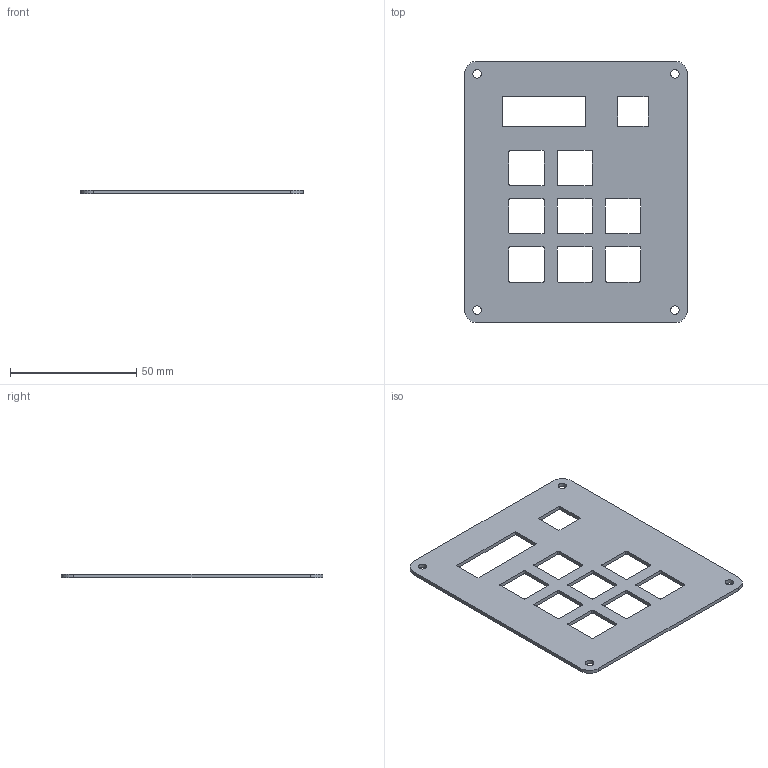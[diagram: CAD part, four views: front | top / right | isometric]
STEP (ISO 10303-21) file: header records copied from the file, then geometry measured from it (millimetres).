
FILE_DESCRIPTION(/* description */ (''),/* implementation_level */ '2;1');
FILE_NAME(/* name */ 'MacroPad - Front Case.step',/* time_stamp */ '2026-01-08T08:47:36+05:00',/* author */ (''),/* organization */ (''),/* preprocessor_version */ 'ST-DEVELOPER v20.1',/* originating_system */ 'Autodesk Translation Framework v14.21.0.0',/* authorisation */ '');
FILE_SCHEMA (('AUTOMOTIVE_DESIGN { 1 0 10303 214 3 1 1 }'));
Length unit declared in the file: millimetre
Products named in the file (1): 2026-01-02-23-36-00-626
Bounding box: 88.2 x 103.56 x 1.5 mm (x, y, z)
Volume: 10463.3 mm3; surface area: 15504.7 mm2
Topology: 21 solids, 21 shells, 503 faces, 1383 edges, 922 vertices
Faces by surface type: plane 251, bspline 212, cylinder 40
Full cylindrical faces by diameter (mm): 3.4 x4
Entity records: 17950 total; most frequent: CARTESIAN_POINT 6413, ORIENTED_EDGE 2766, DIRECTION 1623, EDGE_CURVE 1383, VERTEX_POINT 922, LINE 879, VECTOR 879, EDGE_LOOP 553
